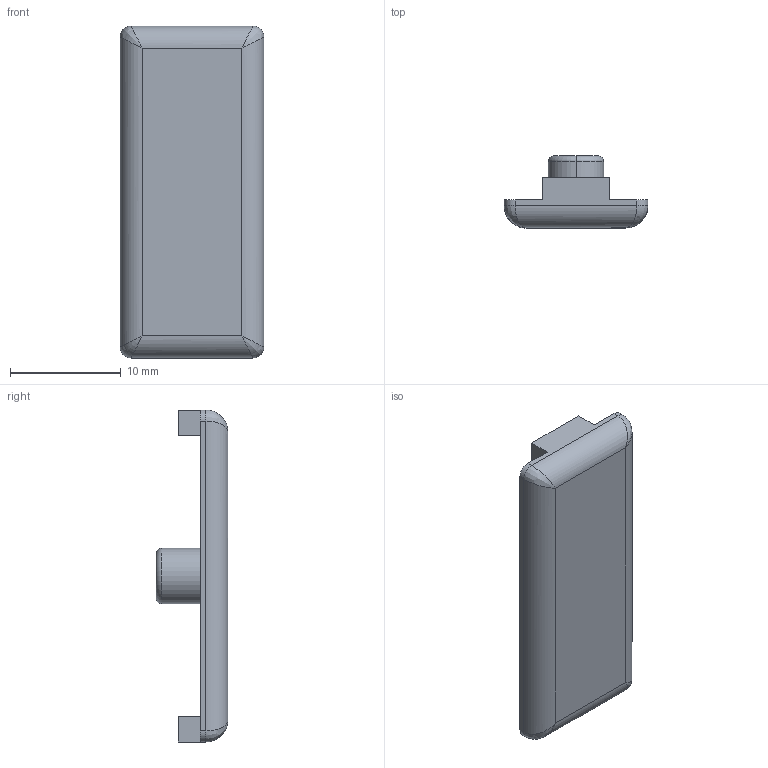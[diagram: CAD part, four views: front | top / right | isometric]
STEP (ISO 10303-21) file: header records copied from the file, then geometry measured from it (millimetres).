
FILE_DESCRIPTION (( 'STEP AP203' ), '1' );
FILE_NAME ('084.201.002.STEP', '2013-01-24T13:09:37', ( 'Alusic' ), ( 'Alusic' ), 'SwSTEP 2.0', 'SolidWorks 2011', '' );
FILE_SCHEMA (( 'CONFIG_CONTROL_DESIGN' ));
Length unit declared in the file: millimetre
Products named in the file (1): 084.201.002
Bounding box: 13 x 6.5 x 30 mm (x, y, z)
Volume: 1007.4 mm3; surface area: 1077.8 mm2
Topology: 1 solids, 1 shells, 34 faces, 80 edges, 46 vertices
Faces by surface type: plane 16, cylinder 12, bspline 4, torus 2
Entity records: 1153 total; most frequent: CARTESIAN_POINT 345, ORIENTED_EDGE 152, DIRECTION 150, EDGE_CURVE 76, AXIS2_PLACEMENT_3D 51, VECTOR 48, LINE 48, VERTEX_POINT 46
